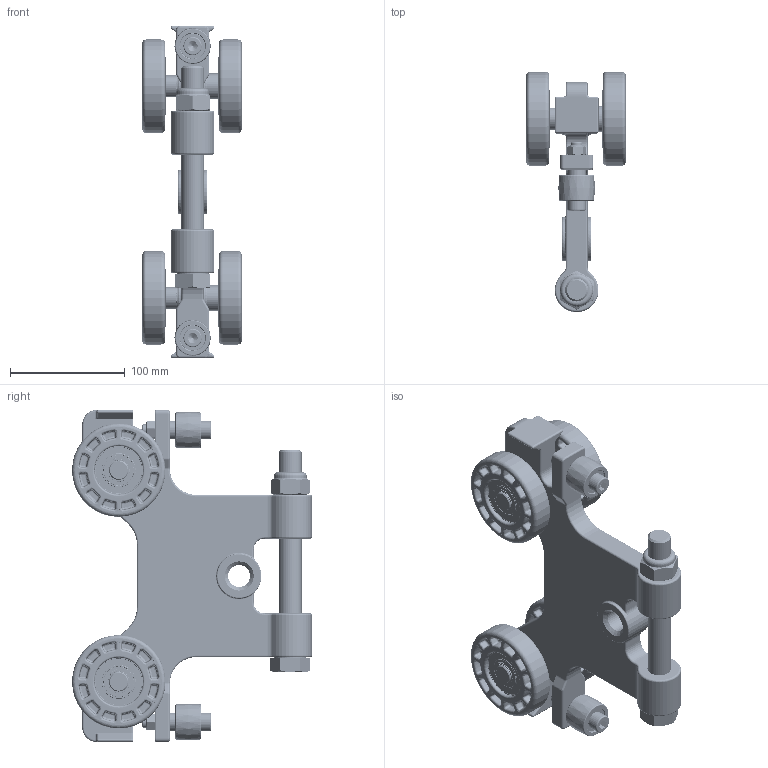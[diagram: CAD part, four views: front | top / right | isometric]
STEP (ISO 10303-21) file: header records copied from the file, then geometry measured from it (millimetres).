
FILE_DESCRIPTION((''),'2;1');
FILE_NAME('20019 LONG BODY LOADTROLLEY.stp','2011-02-01T14:33:48',('jholman'),(''),'Autodesk Inventor 2009','Autodesk Inventor 2009','');
FILE_SCHEMA(('AUTOMOTIVE_DESIGN { 1 0 10303 214 1 1 1 1 }'));
Length unit declared in the file: inch
Products named in the file (17): 20019; 3D11Y4B4D; 3D11JDF4B; 3D11I6B4A; 3D11H6B4A; 3D11ODF4B; 3D11KDF4A; 3D11MDF4A; 3D11LDF4A; 3D11NDF4A; Hex Nut - UNC (Regular Thread - Inch) 3/8 - 16; Hex Cap Screw - Metric M20 x 180; 3D1173G4D; Forged Socket Head Cap Screw - Metric M10x1.5 x 50; 3D11FDF4B; 3D11HDF4B; 3D11IDF4A
Assembly tree (28 placements, depth 3):
  20019
    3D11Y4B4D
    3D11JDF4B  x2
    3D11I6B4A  x2
    3D11H6B4A  x4
    3D11ODF4B  x2
      3D11KDF4A
      3D11MDF4A
      3D11LDF4A
      3D11NDF4A
    Hex Nut - UNC (Regular Thread - Inch) 3/8 - 16  x2
    Hex Cap Screw - Metric M20 x 180
    3D1173G4D
    Forged Socket Head Cap Screw - Metric M10x1.5 x 50  x2
    3D11FDF4B  x4
      3D11HDF4B
      3D11IDF4A
Bounding box: 87.23 x 208.85 x 288.93 mm (x, y, z)
Volume: 1057241.7 mm3; surface area: 253505.7 mm2
Topology: 33 solids, 33 shells, 4295 faces, 9829 edges, 5372 vertices
Faces by surface type: bspline 1958, plane 913, cylinder 598, torus 488, cone 266, sphere 72
Full cylindrical faces by diameter (mm): 9.525 x6, 9.754 x2, 10 x2, 12.7 x4, 15.875 x2, 15.977 x4, 16 x2, 16.954 x8, 16.993 x4, 17.602 x1, 17.78 x2, 17.882 x2, 18.974 x1, 19.05 x6, 20 x1, 22.098 x4, 22.174 x4, 22.225 x6, 26.594 x4, 26.797 x4, 27.7 x1, 28.575 x4, 28.577 x1, 38.894 x1, 41.707 x4, 41.91 x4, 42.238 x8, 46.99 x4, 47 x4, 81.28 x4
Entity records: 59192 total; most frequent: CARTESIAN_POINT 29849, ORIENTED_EDGE 5948, DIRECTION 5670, EDGE_CURVE 2974, AXIS2_PLACEMENT_3D 2459, VERTEX_POINT 1753, EDGE_LOOP 1677, CIRCLE 1513
